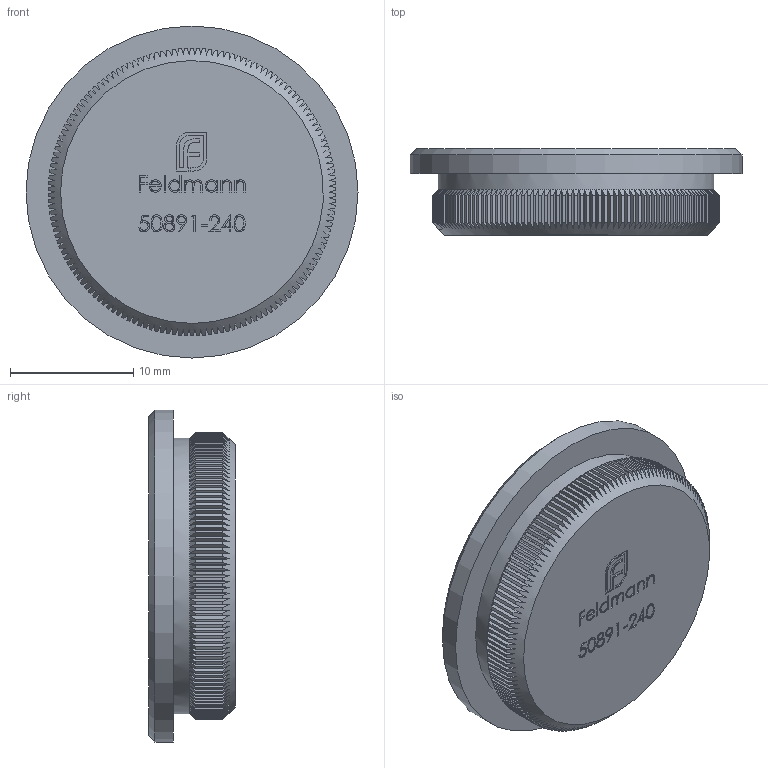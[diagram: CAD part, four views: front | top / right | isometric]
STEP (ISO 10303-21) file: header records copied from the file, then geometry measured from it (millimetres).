
FILE_DESCRIPTION (( 'STEP AP203' ), '1' );
FILE_NAME ('50891-240.step', '2021-11-15T09:34:37', ( '' ), ( '' ), 'SwSTEP 2.0', 'SolidWorks 2018', '' );
FILE_SCHEMA (( 'CONFIG_CONTROL_DESIGN' ));
Length unit declared in the file: millimetre
Products named in the file (2): 50891-240
Bounding box: 26.9 x 7 x 26.9 mm (x, y, z)
Volume: 3140.6 mm3; surface area: 1962.5 mm2
Topology: 1 solids, 1 shells, 874 faces, 2232 edges, 1388 vertices
Faces by surface type: plane 444, cylinder 152, cone 152, bspline 126
Full cylindrical faces by diameter (mm): 22.3 x1, 26.9 x1
Entity records: 33055 total; most frequent: CARTESIAN_POINT 13604, ORIENTED_EDGE 4450, DIRECTION 3328, EDGE_CURVE 2225, VERTEX_POINT 1385, AXIS2_PLACEMENT_3D 1205, VECTOR 918, LINE 918
